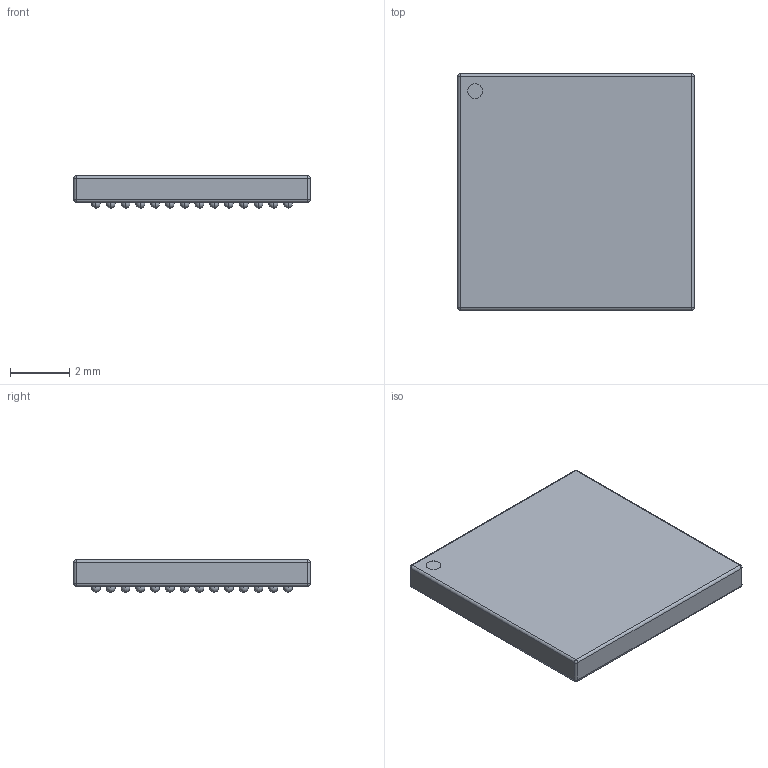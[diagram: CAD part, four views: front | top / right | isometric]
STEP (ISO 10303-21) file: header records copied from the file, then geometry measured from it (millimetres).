
FILE_DESCRIPTION (( 'STEP AP214' ), '1' );
FILE_NAME ('XC7S15-2CPGA196C.STEP', '2024-10-09T15:11:53', ( '' ), ( '' ), 'SwSTEP 2.0', 'SolidWorks 2023', '' );
FILE_SCHEMA (( 'AUTOMOTIVE_DESIGN' ));
Length unit declared in the file: millimetre
Products named in the file (1): XC7S15-2CPGA196C
Bounding box: 8 x 8 x 1.1 mm (x, y, z)
Volume: 60.3 mm3; surface area: 210 mm2
Topology: 198 solids, 198 shells, 425 faces, 1440 edges, 1012 vertices
Faces by surface type: sphere 400, cylinder 16, plane 9
Entity records: 15105 total; most frequent: DIRECTION 1728, CARTESIAN_POINT 1302, ORIENTED_EDGE 904, AXIS2_PLACEMENT_3D 850, UNCERTAINTY_MEASURE_WITH_UNIT 624, MECHANICAL_DESIGN_GEOMETRIC_PRESENTATION_REPRESENTATION 623, FILL_AREA_STYLE_COLOUR 623, PRESENTATION_STYLE_ASSIGNMENT 623
